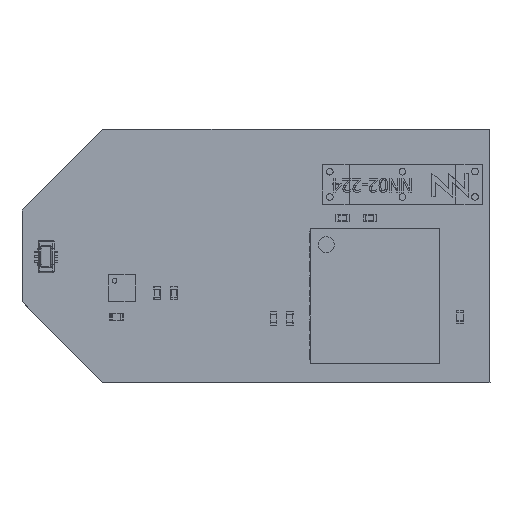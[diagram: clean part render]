
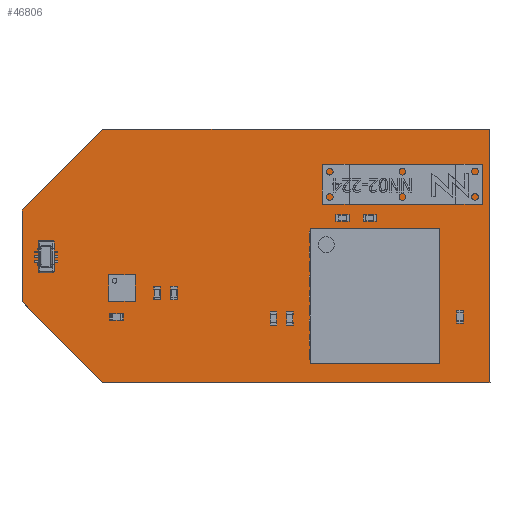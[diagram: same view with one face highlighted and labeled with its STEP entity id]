
A CAD part, top view. The second image highlights one B-rep face of the part: STEP entity #46806.
In plain terms, the highlighted planar face has unit normal (0, 0, 1).
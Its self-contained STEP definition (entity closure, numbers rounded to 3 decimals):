
#46338 = VERTEX_POINT('',#46339);
#46339 = CARTESIAN_POINT('',(35.089,9.538,1.18));
#46346 = PLANE('',#46347);
#46347 = AXIS2_PLACEMENT_3D('',#46348,#46349,#46350);
#46348 = CARTESIAN_POINT('',(35.089,9.538,0.));
#46349 = DIRECTION('',(1.,0.002,-0.));
#46350 = DIRECTION('',(0.002,-1.,0.));
#46358 = PLANE('',#46359);
#46359 = AXIS2_PLACEMENT_3D('',#46360,#46361,#46362);
#46360 = CARTESIAN_POINT('',(6.068,9.541,0.));
#46361 = DIRECTION('',(0.,1.,-0.));
#46362 = DIRECTION('',(1.,0.,0.));
#46370 = EDGE_CURVE('',#46338,#46371,#46373,.T.);
#46371 = VERTEX_POINT('',#46372);
#46372 = CARTESIAN_POINT('',(35.122,-9.461,1.18));
#46373 = SURFACE_CURVE('',#46374,(#46378,#46385),.PCURVE_S1.);
#46374 = LINE('',#46375,#46376);
#46375 = CARTESIAN_POINT('',(35.089,9.538,1.18));
#46376 = VECTOR('',#46377,1.);
#46377 = DIRECTION('',(0.002,-1.,0.));
#46378 = PCURVE('',#46346,#46379);
#46379 = DEFINITIONAL_REPRESENTATION('',(#46380),#46384);
#46380 = LINE('',#46381,#46382);
#46381 = CARTESIAN_POINT('',(0.,-1.18));
#46382 = VECTOR('',#46383,1.);
#46383 = DIRECTION('',(1.,0.));
#46384 = ( GEOMETRIC_REPRESENTATION_CONTEXT(2) 
PARAMETRIC_REPRESENTATION_CONTEXT() REPRESENTATION_CONTEXT('2D SPACE',''
  ) );
#46385 = PCURVE('',#46386,#46391);
#46386 = PLANE('',#46387);
#46387 = AXIS2_PLACEMENT_3D('',#46388,#46389,#46390);
#46388 = CARTESIAN_POINT('',(18.936,0.036,1.18));
#46389 = DIRECTION('',(-0.,-0.,-1.));
#46390 = DIRECTION('',(-1.,0.,0.));
#46391 = DEFINITIONAL_REPRESENTATION('',(#46392),#46396);
#46392 = LINE('',#46393,#46394);
#46393 = CARTESIAN_POINT('',(-16.152,9.502));
#46394 = VECTOR('',#46395,1.);
#46395 = DIRECTION('',(-0.002,-1.));
#46396 = ( GEOMETRIC_REPRESENTATION_CONTEXT(2) 
PARAMETRIC_REPRESENTATION_CONTEXT() REPRESENTATION_CONTEXT('2D SPACE',''
  ) );
#46414 = PLANE('',#46415);
#46415 = AXIS2_PLACEMENT_3D('',#46416,#46417,#46418);
#46416 = CARTESIAN_POINT('',(35.122,-9.461,0.));
#46417 = DIRECTION('',(0.,-1.,0.));
#46418 = DIRECTION('',(-1.,0.,0.));
#46456 = EDGE_CURVE('',#46371,#46457,#46459,.T.);
#46457 = VERTEX_POINT('',#46458);
#46458 = CARTESIAN_POINT('',(6.052,-9.459,1.18));
#46459 = SURFACE_CURVE('',#46460,(#46464,#46471),.PCURVE_S1.);
#46460 = LINE('',#46461,#46462);
#46461 = CARTESIAN_POINT('',(35.122,-9.461,1.18));
#46462 = VECTOR('',#46463,1.);
#46463 = DIRECTION('',(-1.,0.,0.));
#46464 = PCURVE('',#46414,#46465);
#46465 = DEFINITIONAL_REPRESENTATION('',(#46466),#46470);
#46466 = LINE('',#46467,#46468);
#46467 = CARTESIAN_POINT('',(0.,-1.18));
#46468 = VECTOR('',#46469,1.);
#46469 = DIRECTION('',(1.,0.));
#46470 = ( GEOMETRIC_REPRESENTATION_CONTEXT(2) 
PARAMETRIC_REPRESENTATION_CONTEXT() REPRESENTATION_CONTEXT('2D SPACE',''
  ) );
#46471 = PCURVE('',#46386,#46472);
#46472 = DEFINITIONAL_REPRESENTATION('',(#46473),#46477);
#46473 = LINE('',#46474,#46475);
#46474 = CARTESIAN_POINT('',(-16.185,-9.497));
#46475 = VECTOR('',#46476,1.);
#46476 = DIRECTION('',(1.,0.));
#46477 = ( GEOMETRIC_REPRESENTATION_CONTEXT(2) 
PARAMETRIC_REPRESENTATION_CONTEXT() REPRESENTATION_CONTEXT('2D SPACE',''
  ) );
#46495 = PLANE('',#46496);
#46496 = AXIS2_PLACEMENT_3D('',#46497,#46498,#46499);
#46497 = CARTESIAN_POINT('',(6.052,-9.459,0.));
#46498 = DIRECTION('',(-0.707,-0.707,0.));
#46499 = DIRECTION('',(-0.707,0.707,0.));
#46532 = EDGE_CURVE('',#46457,#46533,#46535,.T.);
#46533 = VERTEX_POINT('',#46534);
#46534 = CARTESIAN_POINT('',(0.007,-3.409,1.18));
#46535 = SURFACE_CURVE('',#46536,(#46540,#46547),.PCURVE_S1.);
#46536 = LINE('',#46537,#46538);
#46537 = CARTESIAN_POINT('',(6.052,-9.459,1.18));
#46538 = VECTOR('',#46539,1.);
#46539 = DIRECTION('',(-0.707,0.707,0.));
#46540 = PCURVE('',#46495,#46541);
#46541 = DEFINITIONAL_REPRESENTATION('',(#46542),#46546);
#46542 = LINE('',#46543,#46544);
#46543 = CARTESIAN_POINT('',(0.,-1.18));
#46544 = VECTOR('',#46545,1.);
#46545 = DIRECTION('',(1.,0.));
#46546 = ( GEOMETRIC_REPRESENTATION_CONTEXT(2) 
PARAMETRIC_REPRESENTATION_CONTEXT() REPRESENTATION_CONTEXT('2D SPACE',''
  ) );
#46547 = PCURVE('',#46386,#46548);
#46548 = DEFINITIONAL_REPRESENTATION('',(#46549),#46553);
#46549 = LINE('',#46550,#46551);
#46550 = CARTESIAN_POINT('',(12.884,-9.495));
#46551 = VECTOR('',#46552,1.);
#46552 = DIRECTION('',(0.707,0.707));
#46553 = ( GEOMETRIC_REPRESENTATION_CONTEXT(2) 
PARAMETRIC_REPRESENTATION_CONTEXT() REPRESENTATION_CONTEXT('2D SPACE',''
  ) );
#46571 = PLANE('',#46572);
#46572 = AXIS2_PLACEMENT_3D('',#46573,#46574,#46575);
#46573 = CARTESIAN_POINT('',(0.007,-3.409,0.));
#46574 = DIRECTION('',(-1.,0.,0.));
#46575 = DIRECTION('',(0.,1.,0.));
#46608 = EDGE_CURVE('',#46533,#46609,#46611,.T.);
#46609 = VERTEX_POINT('',#46610);
#46610 = CARTESIAN_POINT('',(0.007,3.491,1.18));
#46611 = SURFACE_CURVE('',#46612,(#46616,#46623),.PCURVE_S1.);
#46612 = LINE('',#46613,#46614);
#46613 = CARTESIAN_POINT('',(0.007,-3.409,1.18));
#46614 = VECTOR('',#46615,1.);
#46615 = DIRECTION('',(0.,1.,0.));
#46616 = PCURVE('',#46571,#46617);
#46617 = DEFINITIONAL_REPRESENTATION('',(#46618),#46622);
#46618 = LINE('',#46619,#46620);
#46619 = CARTESIAN_POINT('',(0.,-1.18));
#46620 = VECTOR('',#46621,1.);
#46621 = DIRECTION('',(1.,0.));
#46622 = ( GEOMETRIC_REPRESENTATION_CONTEXT(2) 
PARAMETRIC_REPRESENTATION_CONTEXT() REPRESENTATION_CONTEXT('2D SPACE',''
  ) );
#46623 = PCURVE('',#46386,#46624);
#46624 = DEFINITIONAL_REPRESENTATION('',(#46625),#46629);
#46625 = LINE('',#46626,#46627);
#46626 = CARTESIAN_POINT('',(18.93,-3.445));
#46627 = VECTOR('',#46628,1.);
#46628 = DIRECTION('',(0.,1.));
#46629 = ( GEOMETRIC_REPRESENTATION_CONTEXT(2) 
PARAMETRIC_REPRESENTATION_CONTEXT() REPRESENTATION_CONTEXT('2D SPACE',''
  ) );
#46647 = PLANE('',#46648);
#46648 = AXIS2_PLACEMENT_3D('',#46649,#46650,#46651);
#46649 = CARTESIAN_POINT('',(0.007,3.491,0.));
#46650 = DIRECTION('',(-0.706,0.708,0.));
#46651 = DIRECTION('',(0.708,0.706,0.));
#46684 = EDGE_CURVE('',#46609,#46685,#46687,.T.);
#46685 = VERTEX_POINT('',#46686);
#46686 = CARTESIAN_POINT('',(6.068,9.541,1.18));
#46687 = SURFACE_CURVE('',#46688,(#46692,#46699),.PCURVE_S1.);
#46688 = LINE('',#46689,#46690);
#46689 = CARTESIAN_POINT('',(0.007,3.491,1.18));
#46690 = VECTOR('',#46691,1.);
#46691 = DIRECTION('',(0.708,0.706,0.));
#46692 = PCURVE('',#46647,#46693);
#46693 = DEFINITIONAL_REPRESENTATION('',(#46694),#46698);
#46694 = LINE('',#46695,#46696);
#46695 = CARTESIAN_POINT('',(0.,-1.18));
#46696 = VECTOR('',#46697,1.);
#46697 = DIRECTION('',(1.,0.));
#46698 = ( GEOMETRIC_REPRESENTATION_CONTEXT(2) 
PARAMETRIC_REPRESENTATION_CONTEXT() REPRESENTATION_CONTEXT('2D SPACE',''
  ) );
#46699 = PCURVE('',#46386,#46700);
#46700 = DEFINITIONAL_REPRESENTATION('',(#46701),#46705);
#46701 = LINE('',#46702,#46703);
#46702 = CARTESIAN_POINT('',(18.93,3.455));
#46703 = VECTOR('',#46704,1.);
#46704 = DIRECTION('',(-0.708,0.706));
#46705 = ( GEOMETRIC_REPRESENTATION_CONTEXT(2) 
PARAMETRIC_REPRESENTATION_CONTEXT() REPRESENTATION_CONTEXT('2D SPACE',''
  ) );
#46755 = EDGE_CURVE('',#46685,#46338,#46756,.T.);
#46756 = SURFACE_CURVE('',#46757,(#46761,#46768),.PCURVE_S1.);
#46757 = LINE('',#46758,#46759);
#46758 = CARTESIAN_POINT('',(6.068,9.541,1.18));
#46759 = VECTOR('',#46760,1.);
#46760 = DIRECTION('',(1.,0.,0.));
#46761 = PCURVE('',#46358,#46762);
#46762 = DEFINITIONAL_REPRESENTATION('',(#46763),#46767);
#46763 = LINE('',#46764,#46765);
#46764 = CARTESIAN_POINT('',(0.,-1.18));
#46765 = VECTOR('',#46766,1.);
#46766 = DIRECTION('',(1.,0.));
#46767 = ( GEOMETRIC_REPRESENTATION_CONTEXT(2) 
PARAMETRIC_REPRESENTATION_CONTEXT() REPRESENTATION_CONTEXT('2D SPACE',''
  ) );
#46768 = PCURVE('',#46386,#46769);
#46769 = DEFINITIONAL_REPRESENTATION('',(#46770),#46774);
#46770 = LINE('',#46771,#46772);
#46771 = CARTESIAN_POINT('',(12.869,9.505));
#46772 = VECTOR('',#46773,1.);
#46773 = DIRECTION('',(-1.,0.));
#46774 = ( GEOMETRIC_REPRESENTATION_CONTEXT(2) 
PARAMETRIC_REPRESENTATION_CONTEXT() REPRESENTATION_CONTEXT('2D SPACE',''
  ) );
#46806 = ADVANCED_FACE('',(#46807),#46386,.F.);
#46807 = FACE_BOUND('',#46808,.F.);
#46808 = EDGE_LOOP('',(#46809,#46810,#46811,#46812,#46813,#46814));
#46809 = ORIENTED_EDGE('',*,*,#46370,.T.);
#46810 = ORIENTED_EDGE('',*,*,#46456,.T.);
#46811 = ORIENTED_EDGE('',*,*,#46532,.T.);
#46812 = ORIENTED_EDGE('',*,*,#46608,.T.);
#46813 = ORIENTED_EDGE('',*,*,#46684,.T.);
#46814 = ORIENTED_EDGE('',*,*,#46755,.T.);
